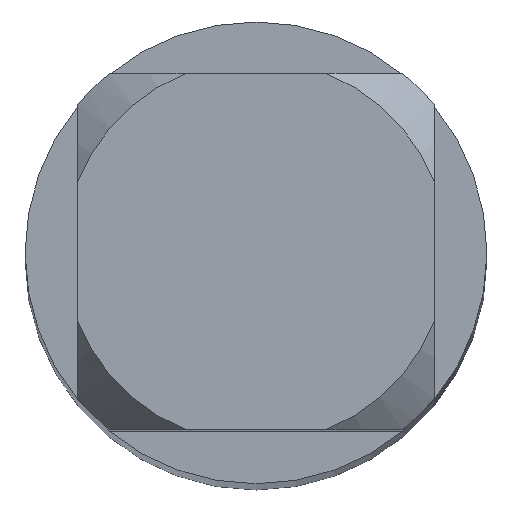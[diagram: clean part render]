
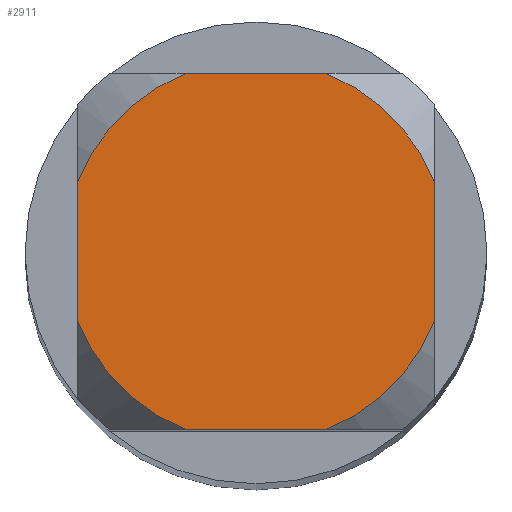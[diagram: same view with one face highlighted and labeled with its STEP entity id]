
A CAD part, top view. The second image highlights one B-rep face of the part: STEP entity #2911.
In plain terms, the highlighted planar face has unit normal (0, 0, 1).
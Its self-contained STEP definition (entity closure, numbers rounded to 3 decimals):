
#2911=ADVANCED_FACE('',(#8058),#8059,.T.);
#3465=VERTEX_POINT('',#8667);
#3705=EDGE_CURVE('',#5237,#7505,#8933,.T.);
#3823=VERTEX_POINT('',#9065);
#3825=EDGE_CURVE('',#5893,#6343,#9067,.T.);
#3905=EDGE_CURVE('',#6407,#3465,#9157,.T.);
#4887=EDGE_CURVE('',#6251,#3823,#10223,.T.);
#5237=VERTEX_POINT('',#10600);
#5401=EDGE_CURVE('',#6251,#7505,#10774,.T.);
#5893=VERTEX_POINT('',#11310);
#6251=VERTEX_POINT('',#11699);
#6343=VERTEX_POINT('',#11805);
#6407=VERTEX_POINT('',#11876);
#6473=EDGE_CURVE('',#6407,#6343,#11946,.T.);
#6759=EDGE_CURVE('',#5893,#3823,#12255,.T.);
#7487=EDGE_CURVE('',#5237,#3465,#13041,.T.);
#7505=VERTEX_POINT('',#13061);
#8058=FACE_OUTER_BOUND('',#13913,.T.);
#8059=PLANE('',#13914);
#8667=CARTESIAN_POINT('',(-1.35,-0.529,0.0));
#8933=LINE('',#15417,#15418);
#9065=CARTESIAN_POINT('',(1.35,0.529,0.0));
#9067=LINE('',#15617,#15618);
#9157=LINE('',#15769,#15770);
#10223=LINE('',#17835,#17836);
#10600=CARTESIAN_POINT('',(-0.529,-1.35,0.0));
#10774=CIRCLE('',#18774,1.45);
#11310=CARTESIAN_POINT('',(0.529,1.35,0.0));
#11699=CARTESIAN_POINT('',(1.35,-0.529,0.0));
#11805=CARTESIAN_POINT('',(-0.529,1.35,0.0));
#11876=CARTESIAN_POINT('',(-1.35,0.529,0.0));
#11946=CIRCLE('',#20722,1.45);
#12255=CIRCLE('',#21211,1.45);
#13041=CIRCLE('',#22559,1.45);
#13061=CARTESIAN_POINT('',(0.529,-1.35,0.0));
#13913=EDGE_LOOP('',(#23325,#23326,#23327,#23328,#23329,#23330,#23331,#23332));
#13914=AXIS2_PLACEMENT_3D('',#23333,#23334,#23335);
#15417=CARTESIAN_POINT('',(0.0,-1.35,0.0));
#15418=VECTOR('',#24325,1.0);
#15617=CARTESIAN_POINT('',(0.0,1.35,0.0));
#15618=VECTOR('',#24477,1.0);
#15769=CARTESIAN_POINT('',(-1.35,0.363,0.0));
#15770=VECTOR('',#24587,1.0);
#17835=CARTESIAN_POINT('',(1.35,0.363,0.0));
#17836=VECTOR('',#25816,1.0);
#18774=AXIS2_PLACEMENT_3D('',#26356,#26357,#26358);
#20722=AXIS2_PLACEMENT_3D('',#27854,#27855,#27856);
#21211=AXIS2_PLACEMENT_3D('',#28164,#28165,#28166);
#22559=AXIS2_PLACEMENT_3D('',#28925,#28926,#28927);
#23325=ORIENTED_EDGE('',*,*,#3905,.T.);
#23326=ORIENTED_EDGE('',*,*,#7487,.F.);
#23327=ORIENTED_EDGE('',*,*,#3705,.T.);
#23328=ORIENTED_EDGE('',*,*,#5401,.F.);
#23329=ORIENTED_EDGE('',*,*,#4887,.T.);
#23330=ORIENTED_EDGE('',*,*,#6759,.F.);
#23331=ORIENTED_EDGE('',*,*,#3825,.T.);
#23332=ORIENTED_EDGE('',*,*,#6473,.F.);
#23333=CARTESIAN_POINT('',(0.0,0.725,0.0));
#23334=DIRECTION('',(-0.0,0.0,1.0));
#23335=DIRECTION('',(0.0,-1.0,0.0));
#24325=DIRECTION('',(1.0,0.0,0.0));
#24477=DIRECTION('',(-1.0,0.0,0.0));
#24587=DIRECTION('',(-0.0,-1.0,0.0));
#25816=DIRECTION('',(-0.0,1.0,0.0));
#26356=CARTESIAN_POINT('',(0.0,0.0,0.0));
#26357=DIRECTION('',(0.0,0.0,-1.0));
#26358=DIRECTION('',(0.0,1.0,0.0));
#27854=CARTESIAN_POINT('',(0.0,0.0,0.0));
#27855=DIRECTION('',(0.0,0.0,-1.0));
#27856=DIRECTION('',(0.0,1.0,0.0));
#28164=CARTESIAN_POINT('',(0.0,0.0,0.0));
#28165=DIRECTION('',(0.0,0.0,-1.0));
#28166=DIRECTION('',(0.0,1.0,0.0));
#28925=CARTESIAN_POINT('',(0.0,0.0,0.0));
#28926=DIRECTION('',(0.0,0.0,-1.0));
#28927=DIRECTION('',(0.0,1.0,0.0));
